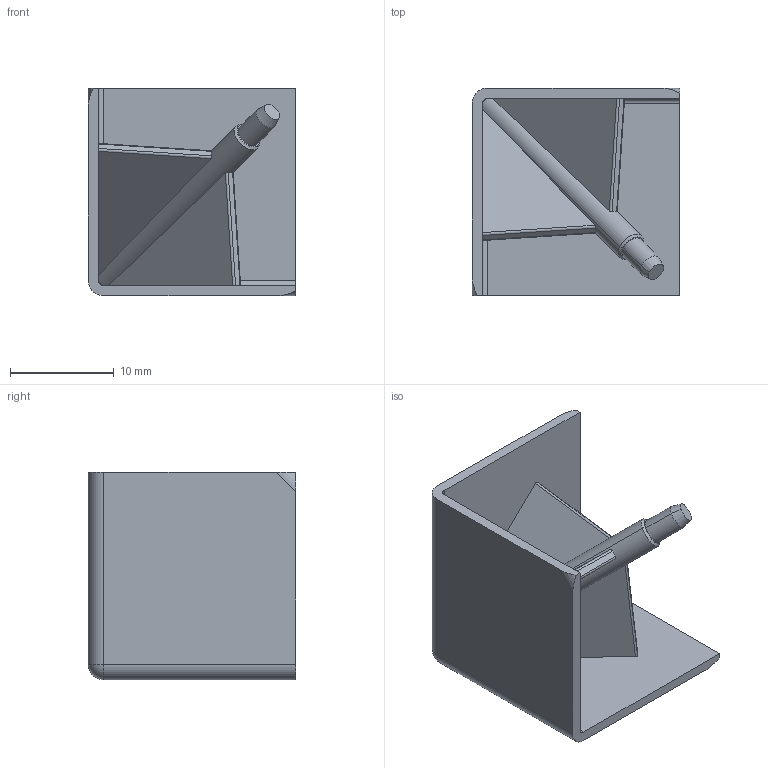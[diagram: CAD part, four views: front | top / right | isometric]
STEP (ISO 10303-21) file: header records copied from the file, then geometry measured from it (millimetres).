
FILE_DESCRIPTION (( 'STEP AP214' ), '1' );
FILE_NAME ('093wea201a.STEP', '2014-08-21T05:48:14', ( '' ), ( '' ), 'SwSTEP 2.0', 'SolidWorks 2014', '' );
FILE_SCHEMA (( 'AUTOMOTIVE_DESIGN' ));
Length unit declared in the file: millimetre
Products named in the file (1): 093wea201a
Bounding box: 20 x 20 x 20 mm (x, y, z)
Volume: 1619.6 mm3; surface area: 3024.7 mm2
Topology: 1 solids, 1 shells, 45 faces, 120 edges, 77 vertices
Faces by surface type: cylinder 20, plane 20, cone 4, sphere 1
Entity records: 1436 total; most frequent: CARTESIAN_POINT 378, ORIENTED_EDGE 238, DIRECTION 190, EDGE_CURVE 119, VERTEX_POINT 77, AXIS2_PLACEMENT_3D 65, LINE 60, VECTOR 60
